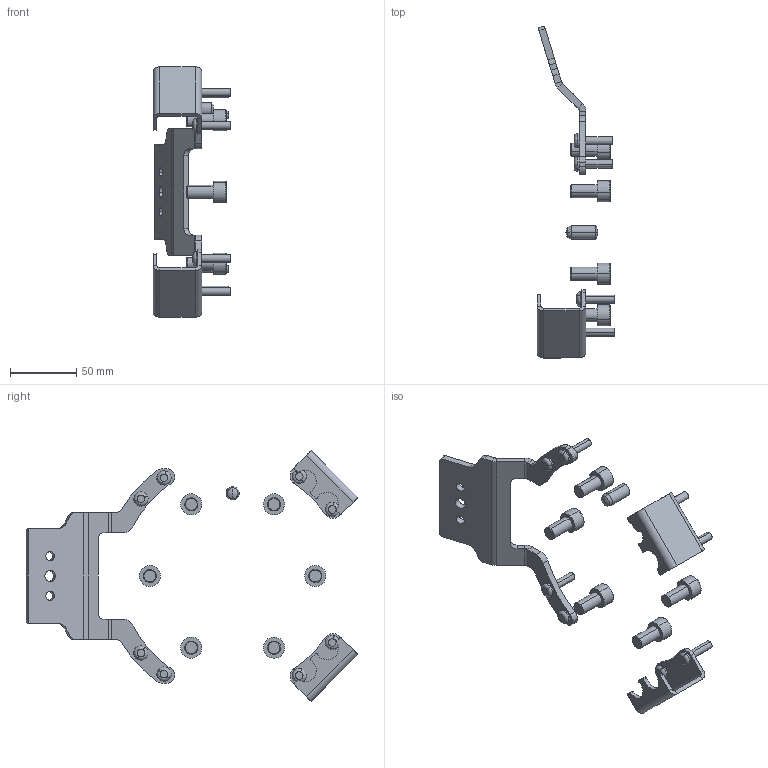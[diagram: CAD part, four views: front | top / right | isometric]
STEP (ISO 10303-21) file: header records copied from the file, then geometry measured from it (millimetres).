
FILE_DESCRIPTION (( 'STEP AP203' ), '1' );
FILE_NAME ('P5401.STEP', '2019-08-20T07:37:42', ( 'admin' ), ( '' ), 'SwSTEP 2.0', 'SolidWorks 2017', '' );
FILE_SCHEMA (( 'CONFIG_CONTROL_DESIGN' ));
Length unit declared in the file: millimetre
Products named in the file (1): P5401
Bounding box: 58.9 x 250.64 x 189.24 mm (x, y, z)
Volume: 83098.3 mm3; surface area: 49204.7 mm2
Topology: 18 solids, 18 shells, 362 faces, 802 edges, 496 vertices
Faces by surface type: plane 154, cylinder 146, torus 44, cone 14, sphere 4
Entity records: 10103 total; most frequent: DIRECTION 1926, CARTESIAN_POINT 1661, ORIENTED_EDGE 1604, EDGE_CURVE 802, AXIS2_PLACEMENT_3D 761, VERTEX_POINT 496, EDGE_LOOP 404, LINE 404
